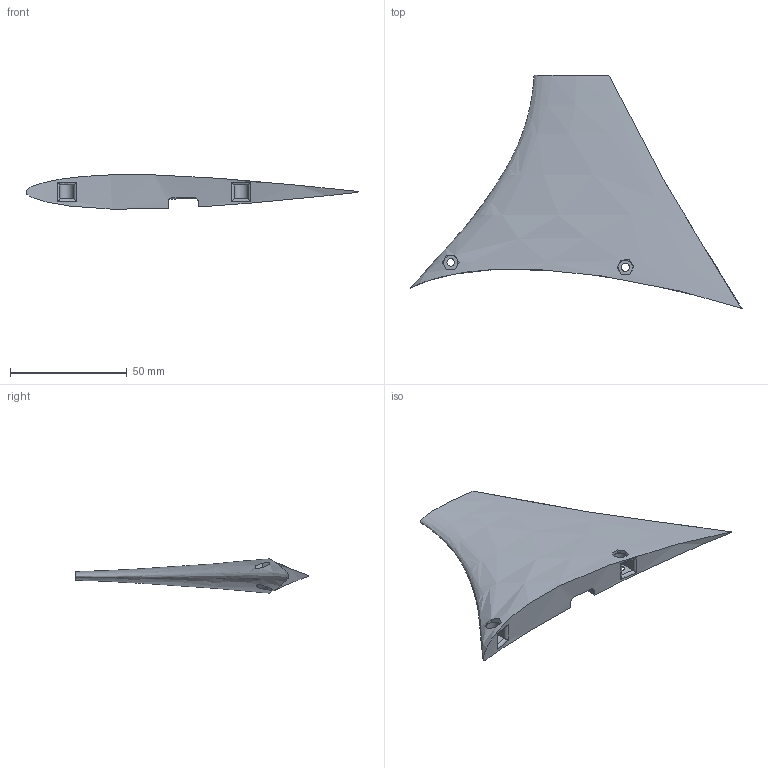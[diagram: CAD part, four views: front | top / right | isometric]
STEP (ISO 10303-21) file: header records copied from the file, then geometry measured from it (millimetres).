
FILE_DESCRIPTION(/* description */ (''),/* implementation_level */ '2;1');
FILE_NAME(/* name */ 'Top Motor Mount.stp',/* time_stamp */ '2024-08-23T15:42:29+02:00',/* author */ ('Rayde Kruger'),/* organization */ (''),/* preprocessor_version */ 'ST-DEVELOPER v20',/* originating_system */ 'Autodesk Inventor 2025',/* authorisation */ '');
FILE_SCHEMA (('AUTOMOTIVE_DESIGN { 1 0 10303 214 3 1 1 }'));
Length unit declared in the file: millimetre
Products named in the file (1): Top_Pylon
Bounding box: 142.35 x 100 x 14.7 mm (x, y, z)
Volume: 37962.6 mm3; surface area: 15765.3 mm2
Topology: 1 solids, 1 shells, 58 faces, 172 edges, 127 vertices
Faces by surface type: plane 29, bspline 22, cylinder 5, cone 2
Full cylindrical faces by diameter (mm): 3 x2, 3.2 x1
Entity records: 3763 total; most frequent: CARTESIAN_POINT 2406, ORIENTED_EDGE 324, EDGE_CURVE 162, DIRECTION 159, VERTEX_POINT 108, B_SPLINE_CURVE_WITH_KNOTS 99, EDGE_LOOP 68, FACE_OUTER_BOUND 58
